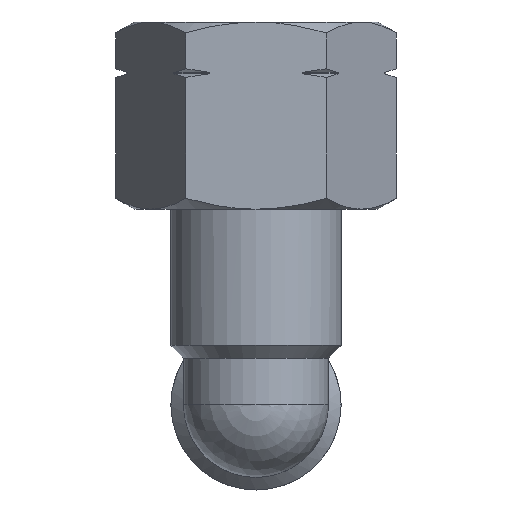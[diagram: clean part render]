
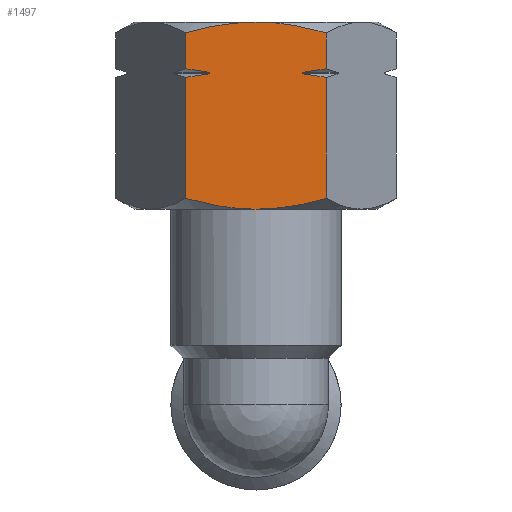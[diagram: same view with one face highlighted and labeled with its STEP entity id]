
A CAD part, left-side view. The second image highlights one B-rep face of the part: STEP entity #1497.
In plain terms, the highlighted planar face has unit normal (-1, 0, 0).
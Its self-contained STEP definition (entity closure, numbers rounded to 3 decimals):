
#30=PLANE('',#1605);
#45=LINE('',#2157,#75);
#46=LINE('',#2164,#76);
#47=LINE('',#2165,#77);
#48=LINE('',#2172,#78);
#49=LINE('',#2179,#79);
#50=LINE('',#2191,#80);
#75=VECTOR('',#1807,1000.);
#76=VECTOR('',#1808,1000.);
#77=VECTOR('',#1809,1000.);
#78=VECTOR('',#1810,1000.);
#79=VECTOR('',#1811,1000.);
#80=VECTOR('',#1812,1000.);
#104=B_SPLINE_CURVE_WITH_KNOTS('',3,(#1999,#2000,#2001,#2002),
 .UNSPECIFIED.,.F.,.F.,(4,4),(0.009,0.013),
 .UNSPECIFIED.);
#107=B_SPLINE_CURVE_WITH_KNOTS('',3,(#2016,#2017,#2018,#2019),
 .UNSPECIFIED.,.F.,.F.,(4,4),(0.013,0.017),
 .UNSPECIFIED.);
#119=B_SPLINE_CURVE_WITH_KNOTS('',3,(#2151,#2152,#2153,#2154),
 .UNSPECIFIED.,.F.,.F.,(4,4),(0.007,0.008),
 .UNSPECIFIED.);
#120=B_SPLINE_CURVE_WITH_KNOTS('',3,(#2159,#2160,#2161,#2162),
 .UNSPECIFIED.,.F.,.F.,(4,4),(0.,0.001),
 .UNSPECIFIED.);
#121=B_SPLINE_CURVE_WITH_KNOTS('',3,(#2167,#2168,#2169,#2170),
 .UNSPECIFIED.,.F.,.F.,(4,4),(0.007,0.008),
 .UNSPECIFIED.);
#122=B_SPLINE_CURVE_WITH_KNOTS('',3,(#2174,#2175,#2176,#2177),
 .UNSPECIFIED.,.F.,.F.,(4,4),(0.,0.001),
 .UNSPECIFIED.);
#123=B_SPLINE_CURVE_WITH_KNOTS('',3,(#2181,#2182,#2183,#2184),
 .UNSPECIFIED.,.F.,.F.,(4,4),(0.009,0.013),
 .UNSPECIFIED.);
#124=B_SPLINE_CURVE_WITH_KNOTS('',3,(#2186,#2187,#2188,#2189),
 .UNSPECIFIED.,.F.,.F.,(4,4),(0.013,0.017),
 .UNSPECIFIED.);
#299=ORIENTED_EDGE('',*,*,#542,.F.);
#300=ORIENTED_EDGE('',*,*,#543,.F.);
#301=ORIENTED_EDGE('',*,*,#544,.F.);
#302=ORIENTED_EDGE('',*,*,#545,.F.);
#303=ORIENTED_EDGE('',*,*,#495,.T.);
#304=ORIENTED_EDGE('',*,*,#499,.T.);
#305=ORIENTED_EDGE('',*,*,#546,.T.);
#306=ORIENTED_EDGE('',*,*,#547,.F.);
#307=ORIENTED_EDGE('',*,*,#548,.F.);
#308=ORIENTED_EDGE('',*,*,#549,.F.);
#309=ORIENTED_EDGE('',*,*,#550,.T.);
#310=ORIENTED_EDGE('',*,*,#551,.T.);
#311=ORIENTED_EDGE('',*,*,#552,.T.);
#312=ORIENTED_EDGE('',*,*,#553,.F.);
#495=EDGE_CURVE('',#635,#636,#104,.T.);
#499=EDGE_CURVE('',#636,#639,#107,.T.);
#542=EDGE_CURVE('',#671,#672,#119,.T.);
#543=EDGE_CURVE('',#673,#671,#45,.F.);
#544=EDGE_CURVE('',#674,#673,#120,.T.);
#545=EDGE_CURVE('',#635,#674,#46,.T.);
#546=EDGE_CURVE('',#639,#675,#47,.T.);
#547=EDGE_CURVE('',#676,#675,#121,.T.);
#548=EDGE_CURVE('',#677,#676,#48,.T.);
#549=EDGE_CURVE('',#678,#677,#122,.T.);
#550=EDGE_CURVE('',#678,#679,#49,.T.);
#551=EDGE_CURVE('',#679,#680,#123,.T.);
#552=EDGE_CURVE('',#680,#681,#124,.T.);
#553=EDGE_CURVE('',#672,#681,#50,.T.);
#635=VERTEX_POINT('',#1996);
#636=VERTEX_POINT('',#1998);
#639=VERTEX_POINT('',#2020);
#671=VERTEX_POINT('',#2155);
#672=VERTEX_POINT('',#2156);
#673=VERTEX_POINT('',#2158);
#674=VERTEX_POINT('',#2163);
#675=VERTEX_POINT('',#2166);
#676=VERTEX_POINT('',#2171);
#677=VERTEX_POINT('',#2173);
#678=VERTEX_POINT('',#2178);
#679=VERTEX_POINT('',#2180);
#680=VERTEX_POINT('',#2185);
#681=VERTEX_POINT('',#2190);
#825=EDGE_LOOP('',(#299,#300,#301,#302,#303,#304,#305,#306,#307,#308,#309,
#310,#311,#312));
#918=FACE_BOUND('',#825,.T.);
#1497=ADVANCED_FACE('',(#918),#30,.T.);
#1605=AXIS2_PLACEMENT_3D('',#2150,#1805,#1806);
#1805=DIRECTION('',(-1.,0.,0.));
#1806=DIRECTION('',(0.,0.,1.));
#1807=DIRECTION('',(0.,0.,-1.));
#1808=DIRECTION('',(0.,0.,1.));
#1809=DIRECTION('',(0.,0.,1.));
#1810=DIRECTION('',(0.,0.,-1.));
#1811=DIRECTION('',(0.,0.,1.));
#1812=DIRECTION('',(0.,0.,1.));
#1996=CARTESIAN_POINT('',(-7.145,4.125,12.138));
#1998=CARTESIAN_POINT('',(-7.145,0.,11.5));
#1999=CARTESIAN_POINT('',(-7.145,4.125,12.138));
#2000=CARTESIAN_POINT('',(-7.145,2.781,11.75));
#2001=CARTESIAN_POINT('',(-7.145,1.413,11.5));
#2002=CARTESIAN_POINT('',(-7.145,0.,11.5));
#2016=CARTESIAN_POINT('',(-7.145,0.,11.5));
#2017=CARTESIAN_POINT('',(-7.145,-1.412,11.5));
#2018=CARTESIAN_POINT('',(-7.145,-2.783,11.751));
#2019=CARTESIAN_POINT('',(-7.145,-4.125,12.138));
#2020=CARTESIAN_POINT('',(-7.145,-4.125,12.138));
#2150=CARTESIAN_POINT('',(-7.145,4.125,11.5));
#2151=CARTESIAN_POINT('',(-7.145,2.719,19.536));
#2152=CARTESIAN_POINT('',(-7.145,3.188,19.597));
#2153=CARTESIAN_POINT('',(-7.145,3.657,19.671));
#2154=CARTESIAN_POINT('',(-7.145,4.125,19.757));
#2155=CARTESIAN_POINT('',(-7.145,2.719,19.536));
#2156=CARTESIAN_POINT('',(-7.145,4.125,19.757));
#2157=CARTESIAN_POINT('',(-7.145,2.719,7.5));
#2158=CARTESIAN_POINT('',(-7.145,2.719,19.464));
#2159=CARTESIAN_POINT('',(-7.145,4.125,19.243));
#2160=CARTESIAN_POINT('',(-7.145,3.657,19.329));
#2161=CARTESIAN_POINT('',(-7.145,3.188,19.403));
#2162=CARTESIAN_POINT('',(-7.145,2.719,19.464));
#2163=CARTESIAN_POINT('',(-7.145,4.125,19.243));
#2164=CARTESIAN_POINT('',(-7.145,4.125,11.5));
#2165=CARTESIAN_POINT('',(-7.145,-4.125,11.5));
#2166=CARTESIAN_POINT('',(-7.145,-4.125,19.243));
#2167=CARTESIAN_POINT('',(-7.145,-2.719,19.464));
#2168=CARTESIAN_POINT('',(-7.145,-3.188,19.403));
#2169=CARTESIAN_POINT('',(-7.145,-3.657,19.329));
#2170=CARTESIAN_POINT('',(-7.145,-4.125,19.243));
#2171=CARTESIAN_POINT('',(-7.145,-2.719,19.464));
#2172=CARTESIAN_POINT('',(-7.145,-2.719,7.5));
#2173=CARTESIAN_POINT('',(-7.145,-2.719,19.536));
#2174=CARTESIAN_POINT('',(-7.145,-4.125,19.757));
#2175=CARTESIAN_POINT('',(-7.145,-3.657,19.671));
#2176=CARTESIAN_POINT('',(-7.145,-3.188,19.597));
#2177=CARTESIAN_POINT('',(-7.145,-2.719,19.536));
#2178=CARTESIAN_POINT('',(-7.145,-4.125,19.757));
#2179=CARTESIAN_POINT('',(-7.145,-4.125,11.5));
#2180=CARTESIAN_POINT('',(-7.145,-4.125,21.862));
#2181=CARTESIAN_POINT('',(-7.145,-4.125,21.862));
#2182=CARTESIAN_POINT('',(-7.145,-2.781,22.25));
#2183=CARTESIAN_POINT('',(-7.145,-1.413,22.5));
#2184=CARTESIAN_POINT('',(-7.145,0.,22.5));
#2185=CARTESIAN_POINT('',(-7.145,0.,22.5));
#2186=CARTESIAN_POINT('',(-7.145,0.,22.5));
#2187=CARTESIAN_POINT('',(-7.145,1.412,22.5));
#2188=CARTESIAN_POINT('',(-7.145,2.783,22.249));
#2189=CARTESIAN_POINT('',(-7.145,4.125,21.862));
#2190=CARTESIAN_POINT('',(-7.145,4.125,21.862));
#2191=CARTESIAN_POINT('',(-7.145,4.125,11.5));
